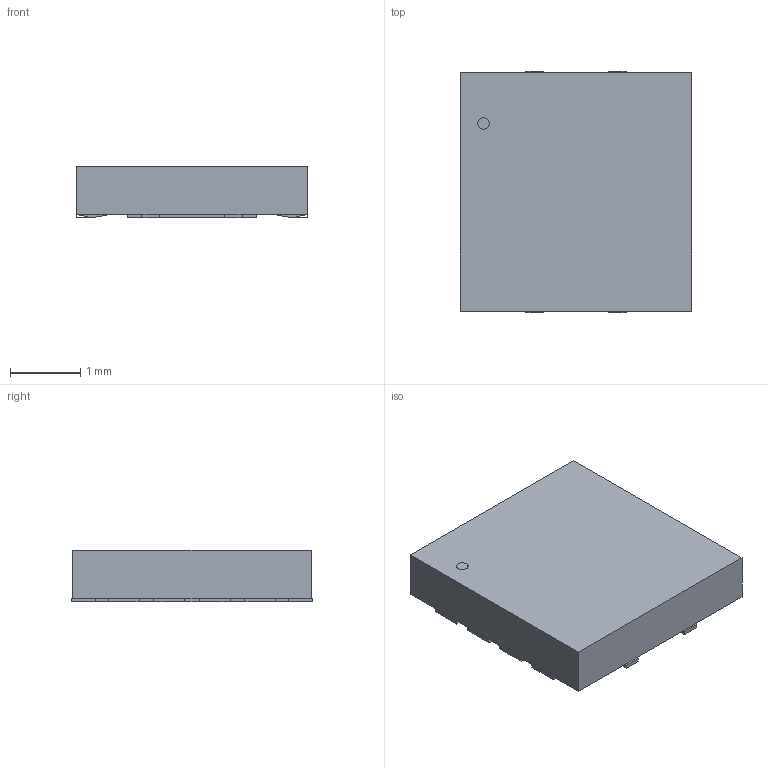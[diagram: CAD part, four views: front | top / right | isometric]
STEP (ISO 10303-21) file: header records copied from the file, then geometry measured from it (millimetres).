
FILE_DESCRIPTION(('STEP AP214'),'1');
FILE_NAME('DQZ8_1P8X2P7','2020-07-26T18:25:19',(''),(''),'','','');
FILE_SCHEMA(('AUTOMOTIVE_DESIGN'));
Length unit declared in the file: millimetre
Products named in the file (1): product
Bounding box: 3.3 x 3.45 x 0.74 mm (x, y, z)
Volume: 8.1 mm3; surface area: 47.8 mm2
Topology: 15 solids, 15 shells, 103 faces, 195 edges, 114 vertices
Faces by surface type: plane 102, cylinder 1
Full cylindrical faces by diameter (mm): 0.165 x1
Entity records: 2496 total; most frequent: ORIENTED_EDGE 436, DIRECTION 406, CARTESIAN_POINT 237, EDGE_CURVE 194, LINE 192, VECTOR 192, VERTEX_POINT 130, AXIS2_PLACEMENT_3D 107
